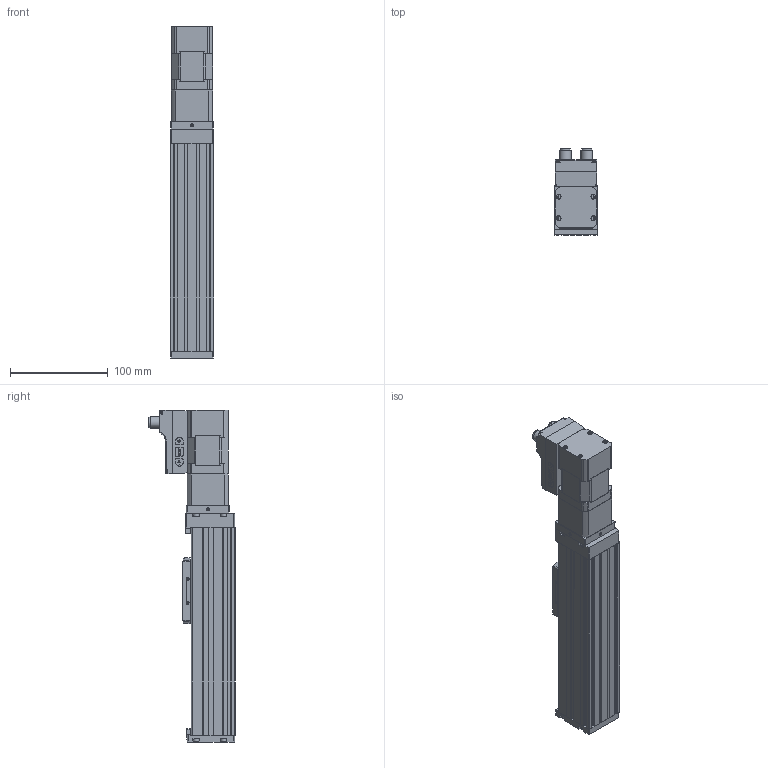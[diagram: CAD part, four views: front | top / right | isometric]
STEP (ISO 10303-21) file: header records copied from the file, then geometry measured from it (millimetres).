
FILE_DESCRIPTION(/* description */ ('STEP AP214'),/* implementation_level */ '2;1');
FILE_NAME(/* name */ '8083470_ELGS-BS-KF-45-100-10P-ST-M-H1-PLK-AA',/* time_stamp */ '2024-08-27T20:23:41+02:00',/* author */ ('License CC BY-ND 4.0'),/* organization */ ('CADENAS'),/* preprocessor_version */ 'ST-DEVELOPER v19.3',/* originating_system */ 'PARTsolutions',/* authorisation */ ' ');
FILE_SCHEMA (('AUTOMOTIVE_DESIGN {1 0 10303 214 3 1 1}'));
Length unit declared in the file: millimetre
Products named in the file (14): 8083470 ELGS-BS-KF-45-100-10P-ST-M-H1-PLK-AA---(0 high); 8058604 ELGC-BS-KF-45-100---(0000_g); 340116 G1/8-AEVU; 8058612 ELFC-KF-45---(Schlitt); 8141997 EAMC-15-GB8-D8x9-A; ISO 14579 M4x10(F); DIN-912 - M2.5x8(F); 4281142 EAMM-A-V32-42A---(P); ISO-4762 M3x30; 8160579 EAMC-15-GB8-D5x7; 4953161 EAMC-15-GS8; ISO-4762 M2.5x8; ISO-4026 M3x6; 8084400 EMCS-42---(high)
Assembly tree (19 placements, depth 2):
  8083470 ELGS-BS-KF-45-100-10P-ST-M-H1-PLK-AA---(0 high)
    8058604 ELGC-BS-KF-45-100---(0000_g)
    340116 G1/8-AEVU
    8058612 ELFC-KF-45---(Schlitt)
    8141997 EAMC-15-GB8-D8x9-A
    ISO 14579 M4x10(F)
    DIN-912 - M2.5x8(F)
    4281142 EAMM-A-V32-42A---(P)
    ISO-4762 M3x30  x4
    8160579 EAMC-15-GB8-D5x7
    4953161 EAMC-15-GS8
    ISO-4762 M2.5x8
    ISO-4026 M3x6  x4
    8084400 EMCS-42---(high)
Bounding box: 45 x 88.05 x 339.8 mm (x, y, z)
Volume: 660729.1 mm3; surface area: 145786.6 mm2
Topology: 19 solids, 19 shells, 1521 faces, 3826 edges, 2458 vertices
Faces by surface type: plane 751, cylinder 556, cone 187, torus 27
Full cylindrical faces by diameter (mm): 0.8 x8, 1.5 x4, 1.567 x4, 2.013 x3, 2.459 x8, 2.5 x3, 3 x12, 3.242 x7, 3.4 x4, 3.5 x4, 4 x7, 4.4 x4, 4.5 x2, 4.7 x6, 5 x1, 5.5 x12, 6 x4, 6.2 x2, 7 x1, 8 x1, 8.3 x1, 8.566 x1, 9.02 x2, 10.7 x2, 12 x2, 20 x1, 22 x2, 31.8 x1, 32 x2
Entity records: 45076 total; most frequent: CARTESIAN_POINT 7416, DIRECTION 7112, ORIENTED_EDGE 6492, EDGE_CURVE 3246, AXIS2_PLACEMENT_3D 2619, VERTEX_POINT 2241, LINE 1874, VECTOR 1874
